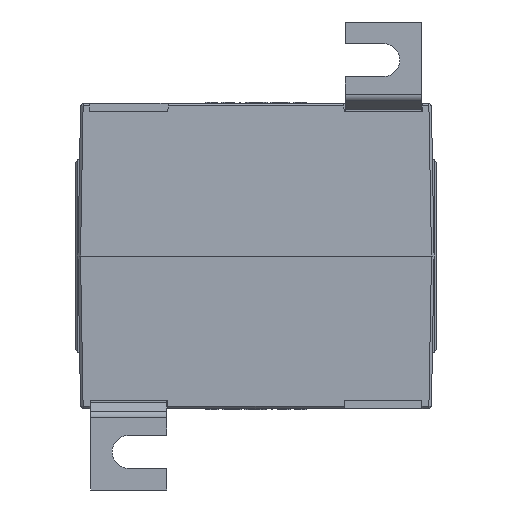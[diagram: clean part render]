
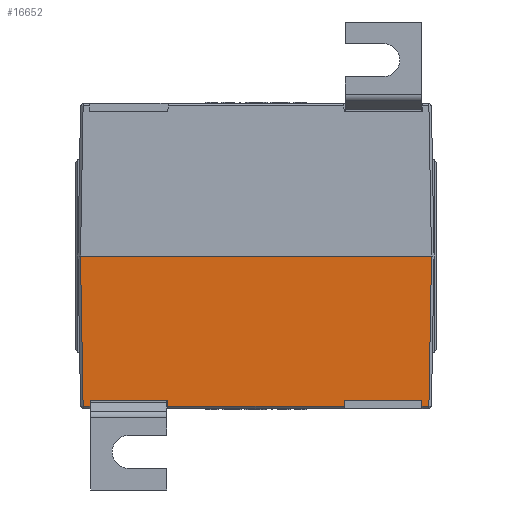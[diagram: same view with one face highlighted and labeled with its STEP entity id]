
A CAD part, front view. The second image highlights one B-rep face of the part: STEP entity #16652.
In plain terms, the highlighted face is planar.
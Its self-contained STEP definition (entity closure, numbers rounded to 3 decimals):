
#5014 = VERTEX_POINT ( 'NONE', #5598 ) ;
#5034 = EDGE_CURVE ( 'NONE', #5014, #5141, #5543, .T. ) ;
#5141 = VERTEX_POINT ( 'NONE', #5854 ) ;
#5532 = VECTOR ( 'NONE', #5682, 1000. ) ;
#5543 = LINE ( 'NONE', #5559, #5532 ) ;
#5559 = CARTESIAN_POINT ( 'NONE',  ( -35., -31.5, 0. ) ) ;
#5598 = CARTESIAN_POINT ( 'NONE',  ( -34.5, -31.5, 0. ) ) ;
#5682 = DIRECTION ( 'NONE',  ( 1., 0., 0. ) ) ;
#5854 = CARTESIAN_POINT ( 'NONE',  ( 34.5, -31.5, 0. ) ) ;
#16566 = EDGE_LOOP ( 'NONE', ( #16655, #16654, #16661, #16650, #16631, #16664, #16634, #16642, #16646, #16629, #16626, #16760 ) ) ;
#16585 = VERTEX_POINT ( 'NONE', #33993 ) ;
#16592 = VERTEX_POINT ( 'NONE', #33982 ) ;
#16626 = ORIENTED_EDGE ( 'NONE', *, *, #16756, .F. ) ;
#16627 = EDGE_CURVE ( 'NONE', #5141, #16691, #34064, .T. ) ;
#16629 = ORIENTED_EDGE ( 'NONE', *, *, #16755, .T. ) ;
#16631 = ORIENTED_EDGE ( 'NONE', *, *, #16669, .T. ) ;
#16632 = VERTEX_POINT ( 'NONE', #34063 ) ;
#16634 = ORIENTED_EDGE ( 'NONE', *, *, #16627, .T. ) ;
#16636 = VERTEX_POINT ( 'NONE', #34060 ) ;
#16637 = EDGE_CURVE ( 'NONE', #16691, #16632, #34050, .T. ) ;
#16641 = VERTEX_POINT ( 'NONE', #34062 ) ;
#16642 = ORIENTED_EDGE ( 'NONE', *, *, #16637, .T. ) ;
#16644 = EDGE_CURVE ( 'NONE', #16636, #16632, #34117, .T. ) ;
#16646 = ORIENTED_EDGE ( 'NONE', *, *, #16644, .F. ) ;
#16647 = EDGE_CURVE ( 'NONE', #16592, #16585, #34109, .T. ) ;
#16650 = ORIENTED_EDGE ( 'NONE', *, *, #16666, .T. ) ;
#16652 = ADVANCED_FACE ( 'NONE', ( #34112 ), #34110, .T. ) ;
#16654 = ORIENTED_EDGE ( 'NONE', *, *, #16657, .F. ) ;
#16655 = ORIENTED_EDGE ( 'NONE', *, *, #16647, .F. ) ;
#16657 = EDGE_CURVE ( 'NONE', #16682, #16592, #34099, .T. ) ;
#16661 = ORIENTED_EDGE ( 'NONE', *, *, #16663, .F. ) ;
#16663 = EDGE_CURVE ( 'NONE', #16687, #16682, #34091, .T. ) ;
#16664 = ORIENTED_EDGE ( 'NONE', *, *, #5034, .T. ) ;
#16666 = EDGE_CURVE ( 'NONE', #16687, #16686, #34085, .T. ) ;
#16668 = VERTEX_POINT ( 'NONE', #34102 ) ;
#16669 = EDGE_CURVE ( 'NONE', #16686, #5014, #34080, .T. ) ;
#16682 = VERTEX_POINT ( 'NONE', #34145 ) ;
#16686 = VERTEX_POINT ( 'NONE', #34135 ) ;
#16687 = VERTEX_POINT ( 'NONE', #34139 ) ;
#16691 = VERTEX_POINT ( 'NONE', #34125 ) ;
#16755 = EDGE_CURVE ( 'NONE', #16636, #16668, #34184, .T. ) ;
#16756 = EDGE_CURVE ( 'NONE', #16641, #16668, #34225, .T. ) ;
#16759 = EDGE_CURVE ( 'NONE', #16641, #16585, #34221, .T. ) ;
#16760 = ORIENTED_EDGE ( 'NONE', *, *, #16759, .T. ) ;
#33982 = CARTESIAN_POINT ( 'NONE',  ( -17.392, -31.004, 28.4 ) ) ;
#33993 = CARTESIAN_POINT ( 'NONE',  ( -17.382, -30.985, 29.5 ) ) ;
#34046 = AXIS2_PLACEMENT_3D ( 'NONE', #34105, #34051, #34101 ) ;
#34047 = DIRECTION ( 'NONE',  ( -1., 0., 0. ) ) ;
#34048 = VECTOR ( 'NONE', #34047, 1000. ) ;
#34049 = CARTESIAN_POINT ( 'NONE',  ( -34.476, -30.985, 29.5 ) ) ;
#34050 = LINE ( 'NONE', #34049, #34048 ) ;
#34051 = DIRECTION ( 'NONE',  ( 0., -1., 0.017 ) ) ;
#34053 = DIRECTION ( 'NONE',  ( -0.017, 0.017, 1. ) ) ;
#34054 = VECTOR ( 'NONE', #34053, 1000. ) ;
#34055 = CARTESIAN_POINT ( 'NONE',  ( 34.479, -31.479, 1.212 ) ) ;
#34060 = CARTESIAN_POINT ( 'NONE',  ( 32.608, -31.004, 28.4 ) ) ;
#34062 = CARTESIAN_POINT ( 'NONE',  ( 17.382, -30.985, 29.5 ) ) ;
#34063 = CARTESIAN_POINT ( 'NONE',  ( 32.618, -30.985, 29.5 ) ) ;
#34064 = LINE ( 'NONE', #34055, #34054 ) ;
#34076 = DIRECTION ( 'NONE',  ( -0.017, -0.017, -1. ) ) ;
#34077 = VECTOR ( 'NONE', #34076, 1000. ) ;
#34078 = CARTESIAN_POINT ( 'NONE',  ( -34.5, -31.5, -0.009 ) ) ;
#34080 = LINE ( 'NONE', #34078, #34077 ) ;
#34081 = DIRECTION ( 'NONE',  ( -1., 0., 0. ) ) ;
#34082 = VECTOR ( 'NONE', #34081, 1000. ) ;
#34084 = CARTESIAN_POINT ( 'NONE',  ( -34.476, -30.985, 29.5 ) ) ;
#34085 = LINE ( 'NONE', #34084, #34082 ) ;
#34088 = DIRECTION ( 'NONE',  ( 0.009, -0.017, -1. ) ) ;
#34089 = VECTOR ( 'NONE', #34088, 1000. ) ;
#34090 = CARTESIAN_POINT ( 'NONE',  ( -32.361, -31.5, 0.023 ) ) ;
#34091 = LINE ( 'NONE', #34090, #34089 ) ;
#34096 = DIRECTION ( 'NONE',  ( 1., 0., 0. ) ) ;
#34097 = VECTOR ( 'NONE', #34096, 1000. ) ;
#34098 = CARTESIAN_POINT ( 'NONE',  ( -35., -31.004, 28.4 ) ) ;
#34099 = LINE ( 'NONE', #34098, #34097 ) ;
#34101 = DIRECTION ( 'NONE',  ( 0., -0.017, -1. ) ) ;
#34102 = CARTESIAN_POINT ( 'NONE',  ( 17.392, -31.004, 28.4 ) ) ;
#34105 = CARTESIAN_POINT ( 'NONE',  ( -35., -31.5, 0. ) ) ;
#34106 = DIRECTION ( 'NONE',  ( 0.009, 0.017, 1. ) ) ;
#34107 = VECTOR ( 'NONE', #34106, 1000. ) ;
#34108 = CARTESIAN_POINT ( 'NONE',  ( -17.641, -31.503, -0.151 ) ) ;
#34109 = LINE ( 'NONE', #34108, #34107 ) ;
#34110 = PLANE ( 'NONE',  #34046 ) ;
#34112 = FACE_OUTER_BOUND ( 'NONE', #16566, .T. ) ;
#34113 = DIRECTION ( 'NONE',  ( 0.009, 0.017, 1. ) ) ;
#34114 = VECTOR ( 'NONE', #34113, 1000. ) ;
#34115 = CARTESIAN_POINT ( 'NONE',  ( 32.355, -31.51, -0.588 ) ) ;
#34117 = LINE ( 'NONE', #34115, #34114 ) ;
#34125 = CARTESIAN_POINT ( 'NONE',  ( 33.985, -30.985, 29.5 ) ) ;
#34135 = CARTESIAN_POINT ( 'NONE',  ( -33.985, -30.985, 29.5 ) ) ;
#34139 = CARTESIAN_POINT ( 'NONE',  ( -32.618, -30.985, 29.5 ) ) ;
#34145 = CARTESIAN_POINT ( 'NONE',  ( -32.608, -31.004, 28.4 ) ) ;
#34184 = LINE ( 'NONE', #34235, #34226 ) ;
#34218 = DIRECTION ( 'NONE',  ( -1., 0., 0. ) ) ;
#34219 = VECTOR ( 'NONE', #34218, 1000. ) ;
#34220 = CARTESIAN_POINT ( 'NONE',  ( -34.476, -30.985, 29.5 ) ) ;
#34221 = LINE ( 'NONE', #34220, #34219 ) ;
#34222 = DIRECTION ( 'NONE',  ( 0.009, -0.017, -1. ) ) ;
#34223 = VECTOR ( 'NONE', #34222, 1000. ) ;
#34224 = CARTESIAN_POINT ( 'NONE',  ( 17.636, -31.492, 0.459 ) ) ;
#34225 = LINE ( 'NONE', #34224, #34223 ) ;
#34226 = VECTOR ( 'NONE', #34234, 1000. ) ;
#34234 = DIRECTION ( 'NONE',  ( -1., 0., 0. ) ) ;
#34235 = CARTESIAN_POINT ( 'NONE',  ( -35., -31.004, 28.4 ) ) ;
